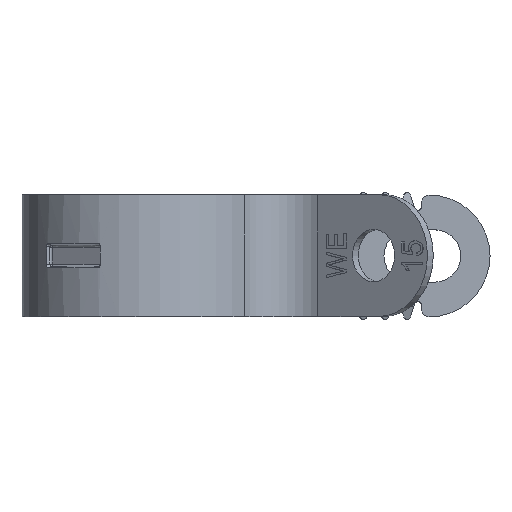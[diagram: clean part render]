
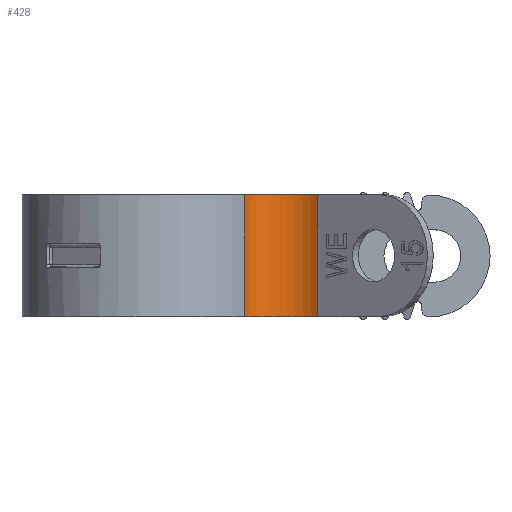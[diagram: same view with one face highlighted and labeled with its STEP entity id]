
A CAD part, top view. The second image highlights one B-rep face of the part: STEP entity #428.
In plain terms, the highlighted cylindrical face has radius 4.2 mm (diameter 8.4 mm), a partial arc.
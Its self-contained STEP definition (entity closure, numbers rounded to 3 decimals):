
#428 = ADVANCED_FACE( '', ( #986 ), #987, .F. );
#986 = FACE_OUTER_BOUND( '', #3003, .T. );
#987 = CYLINDRICAL_SURFACE( '', #3004, 4.2 );
#3003 = EDGE_LOOP( '', ( #9140, #9141, #9142, #9143 ) );
#3004 = AXIS2_PLACEMENT_3D( '', #9144, #9145, #9146 );
#9140 = ORIENTED_EDGE( '', *, *, #10792, .T. );
#9141 = ORIENTED_EDGE( '', *, *, #10793, .F. );
#9142 = ORIENTED_EDGE( '', *, *, #10481, .F. );
#9143 = ORIENTED_EDGE( '', *, *, #10413, .T. );
#9144 = CARTESIAN_POINT( '', ( 11.766, -5., 7.95 ) );
#9145 = DIRECTION( '', ( 0., -1., 0. ) );
#9146 = DIRECTION( '', ( 0., 0., 1. ) );
#10413 = EDGE_CURVE( '', #11290, #11288, #11291, .T. );
#10481 = EDGE_CURVE( '', #11290, #11413, #11414, .T. );
#10792 = EDGE_CURVE( '', #11288, #11898, #11899, .T. );
#10793 = EDGE_CURVE( '', #11413, #11898, #11900, .T. );
#11288 = VERTEX_POINT( '', #12650 );
#11290 = VERTEX_POINT( '', #12653 );
#11291 = LINE( '', #12654, #12655 );
#11413 = VERTEX_POINT( '', #12957 );
#11414 = CIRCLE( '', #12958, 4.2 );
#11898 = VERTEX_POINT( '', #14203 );
#11899 = CIRCLE( '', #14204, 4.2 );
#11900 = LINE( '', #14205, #14206 );
#12650 = CARTESIAN_POINT( '', ( 14.264, 5., 4.574 ) );
#12653 = CARTESIAN_POINT( '', ( 14.264, -5., 4.574 ) );
#12654 = CARTESIAN_POINT( '', ( 14.264, -5., 4.574 ) );
#12655 = VECTOR( '', #15130, 1000. );
#12957 = CARTESIAN_POINT( '', ( 8.286, -5., 5.599 ) );
#12958 = AXIS2_PLACEMENT_3D( '', #15211, #15212, #15213 );
#14203 = CARTESIAN_POINT( '', ( 8.286, 5., 5.599 ) );
#14204 = AXIS2_PLACEMENT_3D( '', #15516, #15517, #15518 );
#14205 = CARTESIAN_POINT( '', ( 8.286, -5., 5.599 ) );
#14206 = VECTOR( '', #15519, 1000. );
#15130 = DIRECTION( '', ( 0., 1., 0. ) );
#15211 = CARTESIAN_POINT( '', ( 11.766, -5., 7.95 ) );
#15212 = DIRECTION( '', ( 0., 1., 0. ) );
#15213 = DIRECTION( '', ( 1., 0., 0. ) );
#15516 = CARTESIAN_POINT( '', ( 11.766, 5., 7.95 ) );
#15517 = DIRECTION( '', ( 0., 1., 0. ) );
#15518 = DIRECTION( '', ( 1., 0., 0. ) );
#15519 = DIRECTION( '', ( 0., 1., 0. ) );
